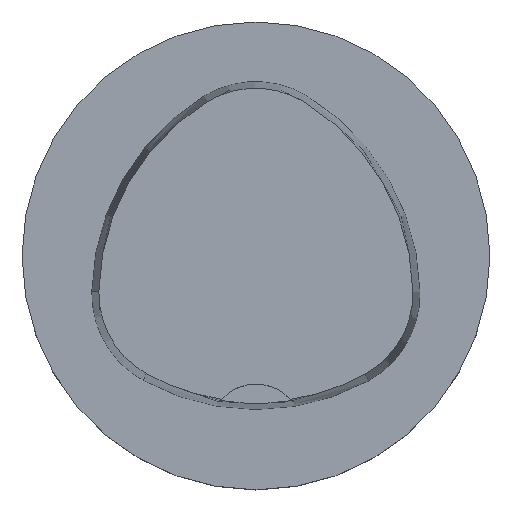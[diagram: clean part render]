
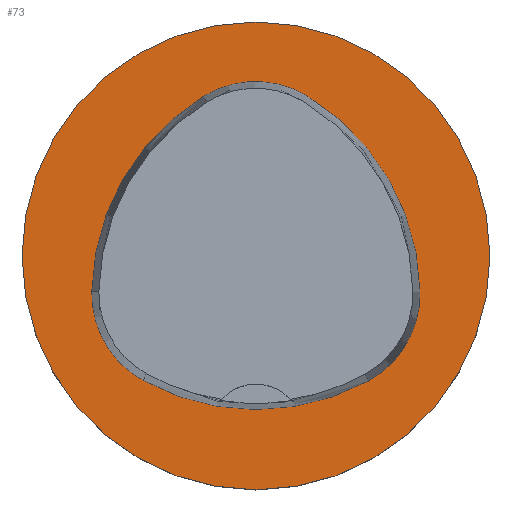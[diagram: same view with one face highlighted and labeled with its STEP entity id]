
A CAD part, top view. The second image highlights one B-rep face of the part: STEP entity #73.
In plain terms, the highlighted planar face has unit normal (0, 0, 1).
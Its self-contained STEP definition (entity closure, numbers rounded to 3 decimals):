
#66=FACE_BOUND('',#107,.T.);
#67=FACE_BOUND('',#108,.T.);
#73=ADVANCED_FACE('',(#66,#67),#85,.F.);
#85=PLANE('',#264);
#107=EDGE_LOOP('',(#127,#128,#129,#130,#131,#132));
#108=EDGE_LOOP('',(#133));
#127=ORIENTED_EDGE('',*,*,#202,.T.);
#128=ORIENTED_EDGE('',*,*,#203,.T.);
#129=ORIENTED_EDGE('',*,*,#204,.T.);
#130=ORIENTED_EDGE('',*,*,#205,.T.);
#131=ORIENTED_EDGE('',*,*,#206,.T.);
#132=ORIENTED_EDGE('',*,*,#207,.T.);
#133=ORIENTED_EDGE('',*,*,#201,.T.);
#180=VERTEX_POINT('',#378);
#181=VERTEX_POINT('',#381);
#182=VERTEX_POINT('',#382);
#183=VERTEX_POINT('',#384);
#184=VERTEX_POINT('',#386);
#185=VERTEX_POINT('',#388);
#186=VERTEX_POINT('',#390);
#201=EDGE_CURVE('',#180,#180,#230,.T.);
#202=EDGE_CURVE('',#181,#182,#231,.T.);
#203=EDGE_CURVE('',#182,#183,#232,.T.);
#204=EDGE_CURVE('',#183,#184,#233,.T.);
#205=EDGE_CURVE('',#184,#185,#234,.T.);
#206=EDGE_CURVE('',#185,#186,#235,.T.);
#207=EDGE_CURVE('',#186,#181,#236,.T.);
#230=CIRCLE('',#256,20.0);
#231=CIRCLE('',#258,8.5);
#232=CIRCLE('',#259,20.0);
#233=CIRCLE('',#260,8.5);
#234=CIRCLE('',#261,20.0);
#235=CIRCLE('',#262,8.5);
#236=CIRCLE('',#263,20.0);
#256=AXIS2_PLACEMENT_3D('',#377,#302,#303);
#258=AXIS2_PLACEMENT_3D('',#380,#306,#307);
#259=AXIS2_PLACEMENT_3D('',#383,#308,#309);
#260=AXIS2_PLACEMENT_3D('',#385,#310,#311);
#261=AXIS2_PLACEMENT_3D('',#387,#312,#313);
#262=AXIS2_PLACEMENT_3D('',#389,#314,#315);
#263=AXIS2_PLACEMENT_3D('',#391,#316,#317);
#264=AXIS2_PLACEMENT_3D('',#392,#318,#319);
#302=DIRECTION('',(0.0,0.0,1.0));
#303=DIRECTION('',(1.0,0.0,0.0));
#306=DIRECTION('',(0.0,0.0,-1.0));
#307=DIRECTION('',(-1.0,0.0,0.0));
#308=DIRECTION('',(0.0,0.0,-1.0));
#309=DIRECTION('',(-1.0,0.0,0.0));
#310=DIRECTION('',(0.0,0.0,-1.0));
#311=DIRECTION('',(-1.0,0.0,0.0));
#312=DIRECTION('',(0.0,0.0,-1.0));
#313=DIRECTION('',(-1.0,0.0,0.0));
#314=DIRECTION('',(0.0,0.0,-1.0));
#315=DIRECTION('',(-1.0,0.0,0.0));
#316=DIRECTION('',(0.0,0.0,-1.0));
#317=DIRECTION('',(-1.0,0.0,0.0));
#318=DIRECTION('',(0.0,0.0,-1.0));
#319=DIRECTION('',(-1.0,0.0,0.0));
#377=CARTESIAN_POINT('',(0.0,0.0,0.0));
#378=CARTESIAN_POINT('',(20.0,0.0,0.0));
#380=CARTESIAN_POINT('',(5.522,-3.235,0.0));
#381=CARTESIAN_POINT('',(14.021,-3.075,0.0));
#382=CARTESIAN_POINT('',(9.588,-10.699,0.0));
#383=CARTESIAN_POINT('',(0.022,6.864,0.0));
#384=CARTESIAN_POINT('',(-9.655,-10.639,0.0));
#385=CARTESIAN_POINT('',(-5.543,-3.2,0.0));
#386=CARTESIAN_POINT('',(-14.041,-3.042,0.0));
#387=CARTESIAN_POINT('',(5.955,-3.414,0.0));
#388=CARTESIAN_POINT('',(-4.472,13.653,0.0));
#389=CARTESIAN_POINT('',(-0.04,6.4,0.0));
#390=CARTESIAN_POINT('',(4.347,13.68,0.0));
#391=CARTESIAN_POINT('',(-5.976,-3.45,0.0));
#392=CARTESIAN_POINT('',(0.0,-13.136,0.0));
